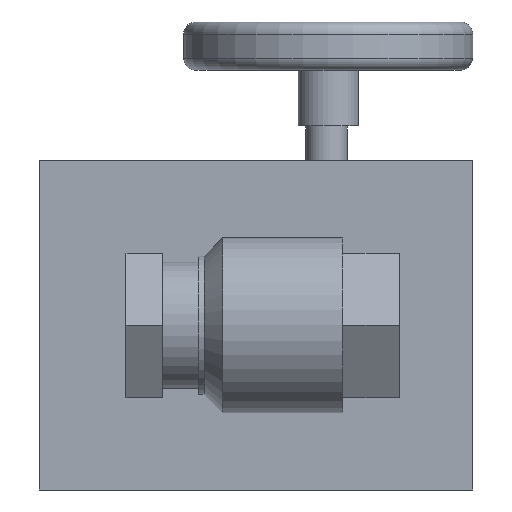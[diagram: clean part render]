
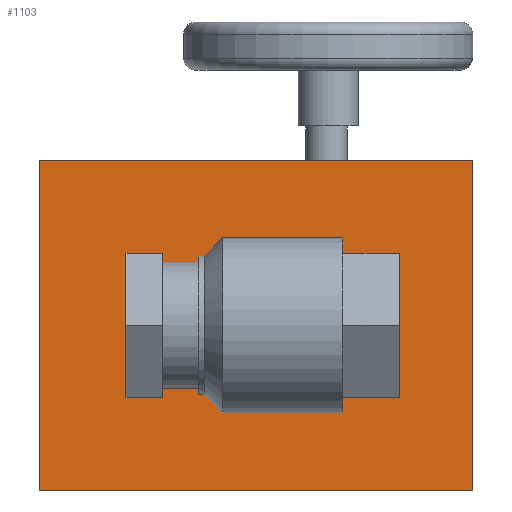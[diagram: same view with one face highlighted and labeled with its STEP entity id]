
A CAD part, front view. The second image highlights one B-rep face of the part: STEP entity #1103.
In plain terms, the highlighted planar face has unit normal (0, -1, 0).
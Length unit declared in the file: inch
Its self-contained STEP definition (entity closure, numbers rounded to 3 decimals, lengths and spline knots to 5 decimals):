
#30=LINE('',#1658,#114);
#34=LINE('',#1665,#118);
#37=LINE('',#1672,#121);
#38=LINE('',#1673,#122);
#114=VECTOR('',#1305,4.5);
#118=VECTOR('',#1311,3.42);
#121=VECTOR('',#1318,3.42);
#122=VECTOR('',#1319,4.5);
#199=PLANE('',#1181);
#236=FACE_BOUND('',#373,.T.);
#297=FACE_OUTER_BOUND('',#372,.T.);
#372=EDGE_LOOP('',(#788,#789,#790,#791));
#373=EDGE_LOOP('',(#792));
#471=CIRCLE('',#1174,0.3125);
#514=VERTEX_POINT('',#1609);
#520=VERTEX_POINT('',#1655);
#521=VERTEX_POINT('',#1657);
#522=VERTEX_POINT('',#1661);
#525=VERTEX_POINT('',#1671);
#620=EDGE_CURVE('',#514,#514,#471,.T.);
#626=EDGE_CURVE('',#521,#520,#30,.T.);
#630=EDGE_CURVE('',#521,#522,#34,.T.);
#633=EDGE_CURVE('',#525,#520,#37,.T.);
#634=EDGE_CURVE('',#522,#525,#38,.T.);
#788=ORIENTED_EDGE('',*,*,#626,.T.);
#789=ORIENTED_EDGE('',*,*,#633,.F.);
#790=ORIENTED_EDGE('',*,*,#634,.F.);
#791=ORIENTED_EDGE('',*,*,#630,.F.);
#792=ORIENTED_EDGE('',*,*,#620,.T.);
#1103=ADVANCED_FACE('',(#297,#236),#199,.T.);
#1174=AXIS2_PLACEMENT_3D('',#1610,#1293,#1294);
#1181=AXIS2_PLACEMENT_3D('',#1670,#1316,#1317);
#1293=DIRECTION('center_axis',(0.,1.,0.));
#1294=DIRECTION('ref_axis',(-1.,0.,0.));
#1305=DIRECTION('',(1.,0.,0.));
#1311=DIRECTION('',(0.,0.,1.));
#1316=DIRECTION('center_axis',(0.,-1.,0.));
#1317=DIRECTION('ref_axis',(0.,0.,-1.));
#1318=DIRECTION('',(0.,0.,-1.));
#1319=DIRECTION('',(1.,0.,0.));
#1609=CARTESIAN_POINT('',(0.3125,1.67,0.));
#1610=CARTESIAN_POINT('Origin',(0.,1.67,0.));
#1655=CARTESIAN_POINT('',(2.18,1.67,-1.71));
#1657=CARTESIAN_POINT('',(-2.32,1.67,-1.71));
#1658=CARTESIAN_POINT('',(0.68,1.67,-1.71));
#1661=CARTESIAN_POINT('',(-2.32,1.67,1.71));
#1665=CARTESIAN_POINT('',(-2.32,1.67,1.71));
#1670=CARTESIAN_POINT('Origin',(0.68,1.67,1.71));
#1671=CARTESIAN_POINT('',(2.18,1.67,1.71));
#1672=CARTESIAN_POINT('',(2.18,1.67,1.71));
#1673=CARTESIAN_POINT('',(0.68,1.67,1.71));
